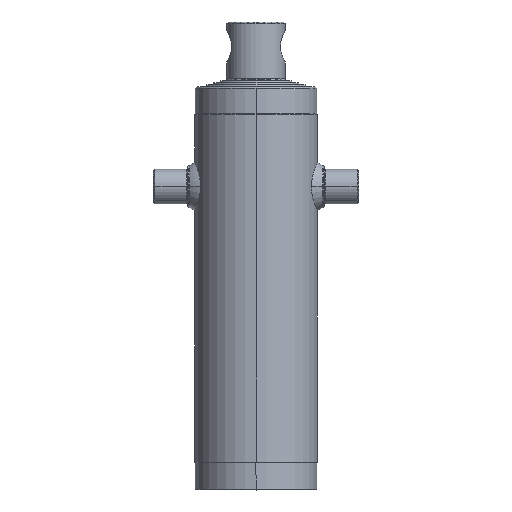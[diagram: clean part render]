
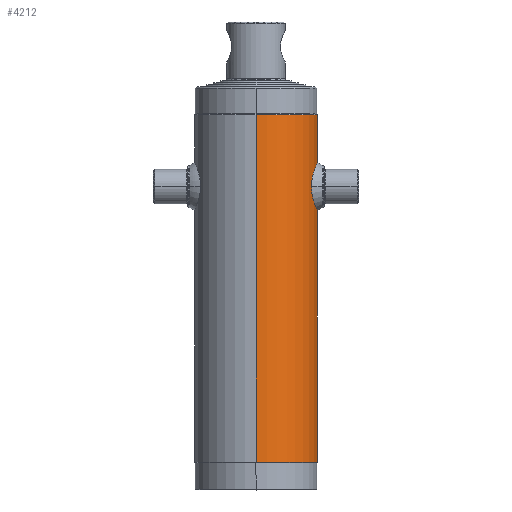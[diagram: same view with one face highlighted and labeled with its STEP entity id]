
A CAD part, top view. The second image highlights one B-rep face of the part: STEP entity #4212.
In plain terms, the highlighted cylindrical face has radius 88.9 mm (diameter 177.8 mm), a partial arc.
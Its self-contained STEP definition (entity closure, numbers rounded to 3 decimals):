
#27 = CIRCLE ( 'NONE', #5821, 88.9 ) ;
#317 = EDGE_CURVE ( 'NONE', #7691, #8895, #27, .T. ) ;
#407 = CYLINDRICAL_SURFACE ( 'NONE', #2679, 88.9 ) ;
#598 = DIRECTION ( 'NONE',  ( 0., -1., 0. ) ) ;
#646 = FACE_OUTER_BOUND ( 'NONE', #2345, .T. ) ;
#771 = DIRECTION ( 'NONE',  ( 0., -1., 0. ) ) ;
#1851 = DIRECTION ( 'NONE',  ( 0., -1., 0. ) ) ;
#2202 = CARTESIAN_POINT ( 'NONE',  ( 0., 40., 88.9 ) ) ;
#2210 = VECTOR ( 'NONE', #3566, 1000. ) ;
#2318 = CARTESIAN_POINT ( 'NONE',  ( 0., 40., -88.9 ) ) ;
#2321 = LINE ( 'NONE', #5711, #2210 ) ;
#2345 = EDGE_LOOP ( 'NONE', ( #8441, #8084, #8042, #7916 ) ) ;
#2523 = VERTEX_POINT ( 'NONE', #4989 ) ;
#2679 = AXIS2_PLACEMENT_3D ( 'NONE', #5524, #598, #5560 ) ;
#2868 = EDGE_CURVE ( 'NONE', #4900, #8895, #3320, .T. ) ;
#3048 = DIRECTION ( 'NONE',  ( 0., -1., 0. ) ) ;
#3301 = EDGE_CURVE ( 'NONE', #2523, #7691, #2321, .T. ) ;
#3313 = VECTOR ( 'NONE', #771, 1000. ) ;
#3320 = LINE ( 'NONE', #6430, #3313 ) ;
#3566 = DIRECTION ( 'NONE',  ( 0., -1., 0. ) ) ;
#4200 = CARTESIAN_POINT ( 'NONE',  ( 0., 40., 0. ) ) ;
#4212 = ADVANCED_FACE ( 'NONE', ( #646 ), #407, .T. ) ;
#4900 = VERTEX_POINT ( 'NONE', #8958 ) ;
#4989 = CARTESIAN_POINT ( 'NONE',  ( 0., 543., -88.9 ) ) ;
#5168 = DIRECTION ( 'NONE',  ( 0., 0., -1. ) ) ;
#5524 = CARTESIAN_POINT ( 'NONE',  ( 0., -26.623, 0. ) ) ;
#5560 = DIRECTION ( 'NONE',  ( 0., 0., -1. ) ) ;
#5633 = CIRCLE ( 'NONE', #8587, 88.9 ) ;
#5711 = CARTESIAN_POINT ( 'NONE',  ( 0., -26.623, -88.9 ) ) ;
#5821 = AXIS2_PLACEMENT_3D ( 'NONE', #4200, #3048, #5168 ) ;
#6049 = EDGE_CURVE ( 'NONE', #2523, #4900, #5633, .T. ) ;
#6108 = CARTESIAN_POINT ( 'NONE',  ( 0., 543., 0. ) ) ;
#6430 = CARTESIAN_POINT ( 'NONE',  ( 0., -26.623, 88.9 ) ) ;
#6889 = DIRECTION ( 'NONE',  ( 0., 0., -1. ) ) ;
#7691 = VERTEX_POINT ( 'NONE', #2318 ) ;
#7916 = ORIENTED_EDGE ( 'NONE', *, *, #3301, .F. ) ;
#8042 = ORIENTED_EDGE ( 'NONE', *, *, #317, .F. ) ;
#8084 = ORIENTED_EDGE ( 'NONE', *, *, #2868, .T. ) ;
#8441 = ORIENTED_EDGE ( 'NONE', *, *, #6049, .T. ) ;
#8587 = AXIS2_PLACEMENT_3D ( 'NONE', #6108, #1851, #6889 ) ;
#8895 = VERTEX_POINT ( 'NONE', #2202 ) ;
#8958 = CARTESIAN_POINT ( 'NONE',  ( 0., 543., 88.9 ) ) ;
